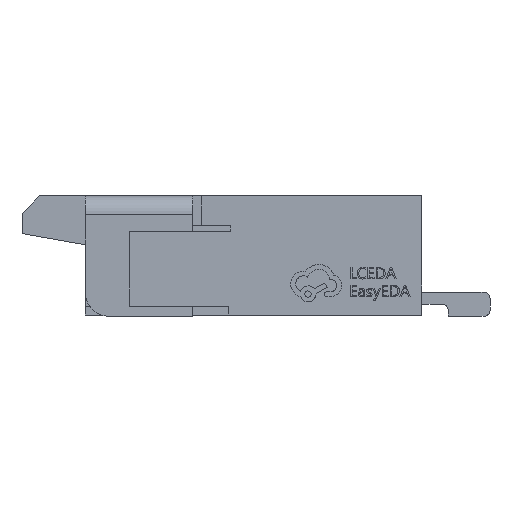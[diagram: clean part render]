
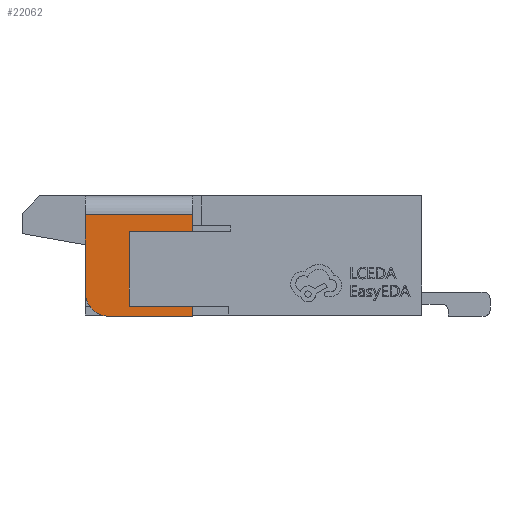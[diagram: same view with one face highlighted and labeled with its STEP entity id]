
A CAD part, left-side view. The second image highlights one B-rep face of the part: STEP entity #22062.
In plain terms, the highlighted planar face has unit normal (-1, 0, 0).
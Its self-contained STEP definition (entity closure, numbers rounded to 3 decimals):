
#263 = VECTOR ( 'NONE', #38862, 1000. ) ;
#3371 = CARTESIAN_POINT ( 'NONE',  ( -4.695, 1.43, 0.84 ) ) ;
#3805 = AXIS2_PLACEMENT_3D ( 'NONE', #34270, #45619, #10125 ) ;
#5938 = CARTESIAN_POINT ( 'NONE',  ( -4.695, 1.23, 0.19 ) ) ;
#7241 = CARTESIAN_POINT ( 'NONE',  ( -4.695, 1.43, -0.01 ) ) ;
#9267 = CARTESIAN_POINT ( 'NONE',  ( -4.695, 0.53, 0.84 ) ) ;
#9928 = LINE ( 'NONE', #47888, #12156 ) ;
#9995 = CARTESIAN_POINT ( 'NONE',  ( -4.695, 1.43, -0.01 ) ) ;
#10007 = EDGE_CURVE ( 'NONE', #39404, #31578, #35330, .T. ) ;
#10125 = DIRECTION ( 'NONE',  ( 0., 0., 1. ) ) ;
#11965 = ORIENTED_EDGE ( 'NONE', *, *, #36273, .T. ) ;
#12156 = VECTOR ( 'NONE', #24667, 1000. ) ;
#14373 = AXIS2_PLACEMENT_3D ( 'NONE', #5938, #39916, #34850 ) ;
#14786 = VECTOR ( 'NONE', #32685, 1000. ) ;
#15543 = ORIENTED_EDGE ( 'NONE', *, *, #51260, .T. ) ;
#15612 = EDGE_CURVE ( 'NONE', #31578, #17367, #9928, .T. ) ;
#15838 = DIRECTION ( 'NONE',  ( 0., -1., 0. ) ) ;
#17367 = VERTEX_POINT ( 'NONE', #9267 ) ;
#17386 = ORIENTED_EDGE ( 'NONE', *, *, #10007, .F. ) ;
#17487 = CARTESIAN_POINT ( 'NONE',  ( -4.695, 0.53, -0.01 ) ) ;
#18103 = FACE_OUTER_BOUND ( 'NONE', #20024, .T. ) ;
#19955 = VERTEX_POINT ( 'NONE', #47945 ) ;
#20024 = EDGE_LOOP ( 'NONE', ( #11965, #26507, #22370, #17386, #15543 ) ) ;
#22062 = ADVANCED_FACE ( 'NONE', ( #18103 ), #29799, .F. ) ;
#22157 = VERTEX_POINT ( 'NONE', #51526 ) ;
#22370 = ORIENTED_EDGE ( 'NONE', *, *, #15612, .F. ) ;
#24667 = DIRECTION ( 'NONE',  ( 0., -1., 0. ) ) ;
#26507 = ORIENTED_EDGE ( 'NONE', *, *, #35953, .T. ) ;
#29799 = PLANE ( 'NONE',  #3805 ) ;
#31578 = VERTEX_POINT ( 'NONE', #3371 ) ;
#32685 = DIRECTION ( 'NONE',  ( 0., 0., 1. ) ) ;
#33543 = CIRCLE ( 'NONE', #14373, 0.2 ) ;
#34270 = CARTESIAN_POINT ( 'NONE',  ( -4.695, 1.43, -0.01 ) ) ;
#34850 = DIRECTION ( 'NONE',  ( 0., 0., 1. ) ) ;
#35330 = LINE ( 'NONE', #9995, #263 ) ;
#35953 = EDGE_CURVE ( 'NONE', #19955, #17367, #49746, .T. ) ;
#36273 = EDGE_CURVE ( 'NONE', #22157, #19955, #36378, .T. ) ;
#36378 = LINE ( 'NONE', #7241, #37046 ) ;
#37046 = VECTOR ( 'NONE', #15838, 1000. ) ;
#38862 = DIRECTION ( 'NONE',  ( 0., 0., 1. ) ) ;
#39404 = VERTEX_POINT ( 'NONE', #40455 ) ;
#39916 = DIRECTION ( 'NONE',  ( -1., 0., 0. ) ) ;
#40455 = CARTESIAN_POINT ( 'NONE',  ( -4.695, 1.43, 0.19 ) ) ;
#45619 = DIRECTION ( 'NONE',  ( 1., 0., 0. ) ) ;
#47888 = CARTESIAN_POINT ( 'NONE',  ( -4.695, 1.43, 0.84 ) ) ;
#47945 = CARTESIAN_POINT ( 'NONE',  ( -4.695, 0.53, -0.01 ) ) ;
#49746 = LINE ( 'NONE', #17487, #14786 ) ;
#51260 = EDGE_CURVE ( 'NONE', #39404, #22157, #33543, .T. ) ;
#51526 = CARTESIAN_POINT ( 'NONE',  ( -4.695, 1.23, -0.01 ) ) ;
